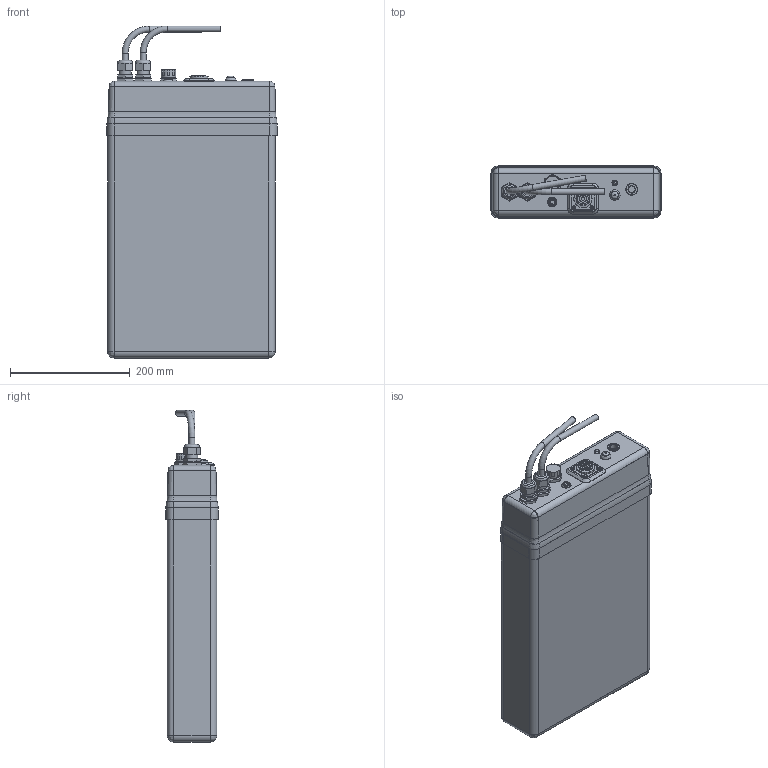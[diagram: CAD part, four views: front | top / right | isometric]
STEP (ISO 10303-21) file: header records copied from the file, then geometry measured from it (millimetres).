
FILE_DESCRIPTION(('FreeCAD Model'),'2;1');
FILE_NAME('Akku_14S_20P.step','2020-01-04T09:07:23',('Author'),(''), 'Open CASCADE STEP processor 7.3','FreeCAD','Unknown');
FILE_SCHEMA(('AUTOMOTIVE_DESIGN { 1 0 10303 214 1 1 1 1 }'));
Length unit declared in the file: millimetre
Products named in the file (4): Kabel_002; Kabel_001; Akkuunterteil3_001; AkkudeckelAssembly_001
Bounding box: 284 x 87 x 554.42 mm (x, y, z)
Volume: 634984.9 mm3; surface area: 804417.6 mm2
Topology: 18 solids, 23 shells, 394 faces, 872 edges, 523 vertices
Faces by surface type: plane 193, cylinder 116, revolution 60, cone 16, torus 9
Full cylindrical faces by diameter (mm): 3.6 x4, 5 x3, 6 x1, 8 x1, 9.5 x1, 10 x4, 11.5 x1, 11.8 x1, 12 x2, 14 x2, 15 x7, 16 x2, 17.5 x1, 17.8 x1, 20 x9, 20.5 x1, 21 x1, 24.5 x1, 25 x2, 25.5 x2, 26 x1, 30.5 x1, 31 x1
Entity records: 25142 total; most frequent: CARTESIAN_POINT 4923, DIRECTION 3262, ORIENTED_EDGE 1710, PCURVE 1710, DEFINITIONAL_REPRESENTATION 1710, LINE 1675, VECTOR 1675, EDGE_CURVE 855
